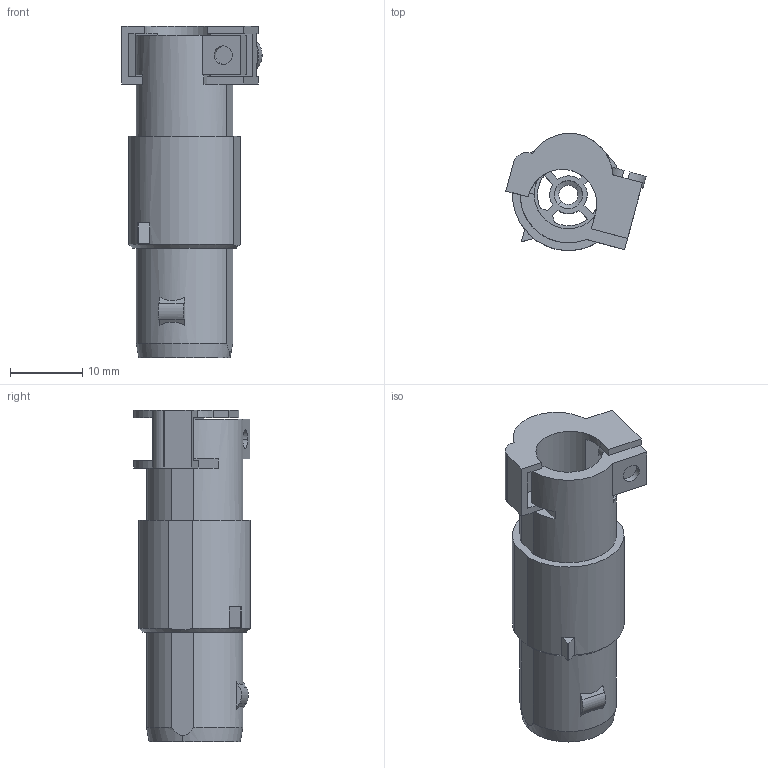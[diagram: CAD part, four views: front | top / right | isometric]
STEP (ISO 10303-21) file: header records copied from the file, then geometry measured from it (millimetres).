
FILE_DESCRIPTION(('CATIA V5 STEP Exchange','CAx-IF Rec.Pracs.--- Model Styling and Organization---1.4--- 2014-01-23'),'2;1');
FILE_NAME ('1255399-1_0', '2020-12-21T08:41:55+00:00', ('none'), ('Weidmueller'), 'CATIA Version 5-6 Release 2016 SP3 HF44', 'CATIA V5 STEP AP214', 'none');
FILE_SCHEMA(('AUTOMOTIVE_DESIGN { 1 0 10303 214 1 1 1 1 }'));
Length unit declared in the file: millimetre
Products named in the file (1): 2748620000
Bounding box: 19.44 x 16.2 x 45.95 mm (x, y, z)
Volume: 5033.3 mm3; surface area: 7056.8 mm2
Topology: 2 solids, 2 shells, 141 faces, 387 edges, 256 vertices
Faces by surface type: plane 80, cylinder 53, cone 8
Entity records: 4689 total; most frequent: CARTESIAN_POINT 1176, ORIENTED_EDGE 774, DIRECTION 604, EDGE_CURVE 387, VERTEX_POINT 256, VECTOR 239, LINE 239, AXIS2_PLACEMENT_3D 238
